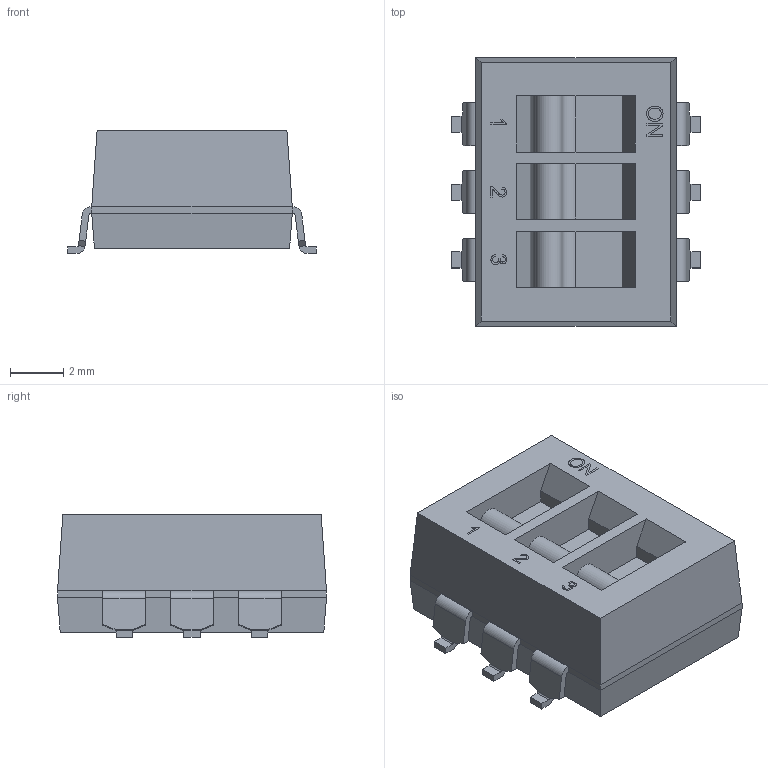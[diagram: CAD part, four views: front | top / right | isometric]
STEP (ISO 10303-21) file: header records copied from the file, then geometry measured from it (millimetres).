
FILE_DESCRIPTION(/* description */ (''),/* implementation_level */ '2;1');
FILE_NAME(/* name */ 'SW_OMRON_A6SN-3101.stp',/* time_stamp */ '2016-11-04T15:56:27+01:00',/* author */ ('riccim'),/* organization */ (''),/* preprocessor_version */ 'ST-DEVELOPER v15.5',/* originating_system */ 'AutoCAD Mechanical',/* authorisation */ '');
FILE_SCHEMA (('AUTOMOTIVE_DESIGN { 1 0 10303 214 3 1 1 }'));
Length unit declared in the file: millimetre
Products named in the file (1): Product
Bounding box: 9.3 x 10.06 x 4.6 mm (x, y, z)
Volume: 294.2 mm3; surface area: 477.7 mm2
Topology: 21 solids, 21 shells, 763 faces, 2128 edges, 1416 vertices
Faces by surface type: plane 730, cylinder 33
Entity records: 24027 total; most frequent: CARTESIAN_POINT 4308, ORIENTED_EDGE 4256, DIRECTION 3722, EDGE_CURVE 2128, LINE 2062, VECTOR 2062, VERTEX_POINT 1416, AXIS2_PLACEMENT_3D 830
